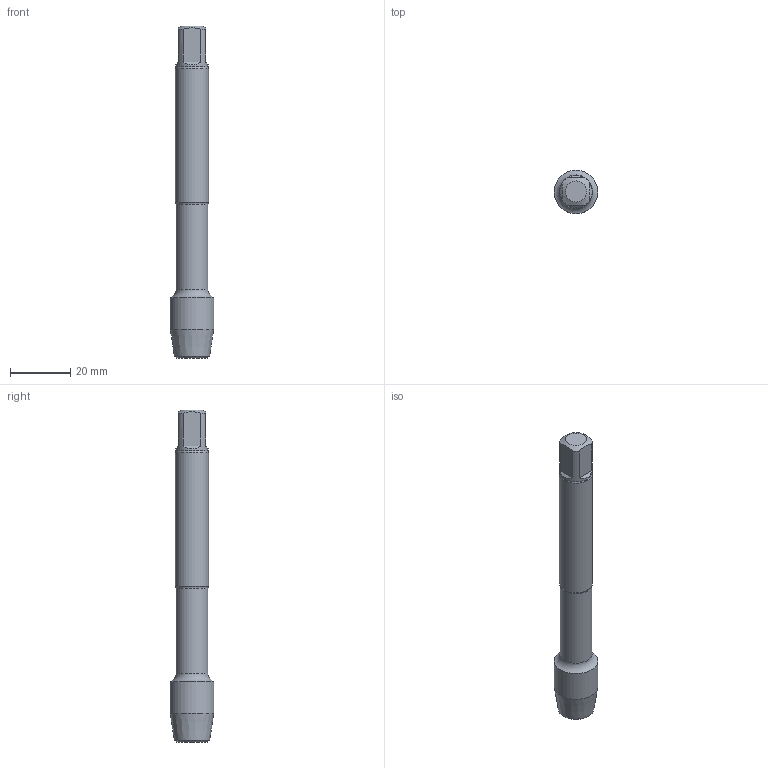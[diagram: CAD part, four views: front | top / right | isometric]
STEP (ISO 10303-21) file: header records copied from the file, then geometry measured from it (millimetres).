
FILE_DESCRIPTION(/* description */ (''),/* implementation_level */ '2;1');
FILE_NAME(/* name */ 'T34-PH08B06-9(16-12-22R.stp',/* time_stamp */ '2022-03-14T12:09:50+01:00',/* author */ (''),/* organization */ (''),/* preprocessor_version */ 'ST-DEVELOPER v18.1',/* originating_system */ 'SIEMENS PLM Software NX 2000',/* authorisation */ '');
FILE_SCHEMA (('AUTOMOTIVE_DESIGN { 1 0 10303 214 3 1 1 1 }'));
Length unit declared in the file: millimetre
Products named in the file (1): AGU106003E4q5v7
Bounding box: 14.47 x 14.47 x 110 mm (x, y, z)
Volume: 11085.2 mm3; surface area: 4435.8 mm2
Topology: 2 solids, 2 shells, 22 faces, 51 edges, 37 vertices
Faces by surface type: plane 12, cylinder 4, torus 3, cone 3
Full cylindrical faces by diameter (mm): 10.5 x1, 10.7 x1, 11 x1, 14.47 x1
Entity records: 640 total; most frequent: CARTESIAN_POINT 119, DIRECTION 102, ORIENTED_EDGE 70, AXIS2_PLACEMENT_3D 45, EDGE_CURVE 35, EDGE_LOOP 32, VERTEX_POINT 27, ADVANCED_FACE 22
